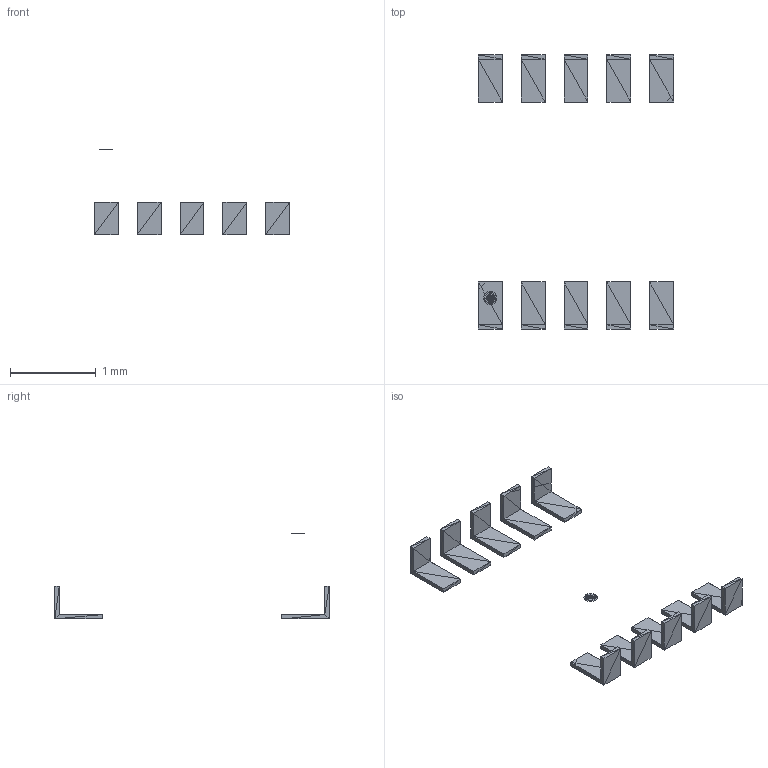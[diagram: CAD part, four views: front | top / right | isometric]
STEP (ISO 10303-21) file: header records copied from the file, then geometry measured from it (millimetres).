
FILE_DESCRIPTION(('FreeCAD Model'),'2;1');
FILE_NAME('Fusion.step','2016-11-15T11:12:28',( 'Author'),(''),'Open CASCADE STEP processor 6.8','FreeCAD','Unknown' );
FILE_SCHEMA(('AUTOMOTIVE_DESIGN_CC2 { 1 2 10303 214 -1 1 5 4 }'));
Length unit declared in the file: millimetre
Products named in the file (2): ASSEMBLY; Fusion
Assembly tree (1 placements, depth 2):
  ASSEMBLY
    Fusion
Bounding box: 2.28 x 3.2 x 1 mm (x, y, z)
Surface area: 23.5 mm2 (no closed solid volume)
Topology: 0 solids, 42 shells, 338 faces, 518 edges, 202 vertices
Faces by surface type: plane 338
Entity records: 16946 total; most frequent: DIRECTION 2372, CARTESIAN_POINT 2224, LINE 1656, VECTOR 1656, ORIENTED_EDGE 1208, PCURVE 1104, DEFINITIONAL_REPRESENTATION 1104, EDGE_CURVE 552
